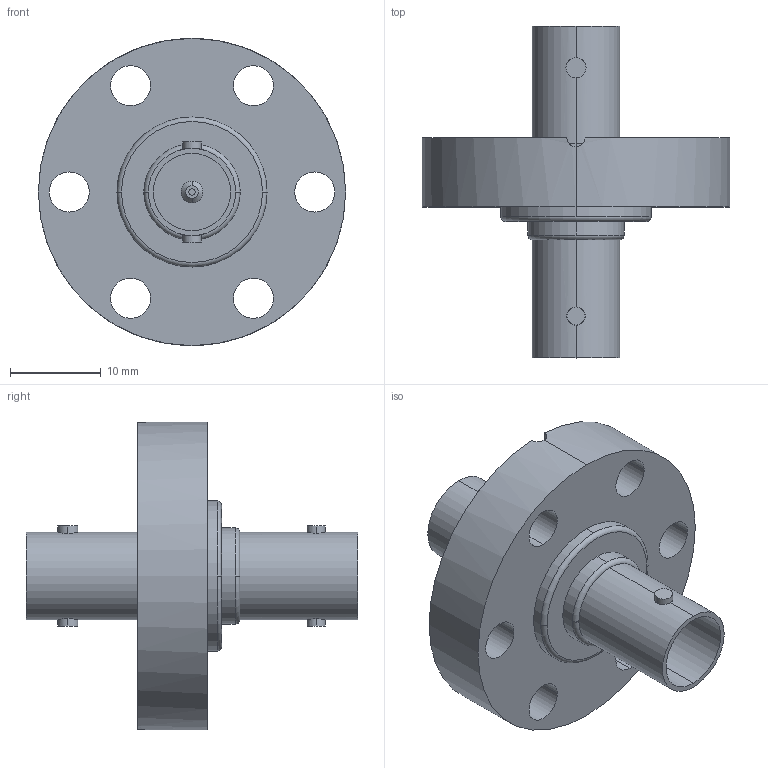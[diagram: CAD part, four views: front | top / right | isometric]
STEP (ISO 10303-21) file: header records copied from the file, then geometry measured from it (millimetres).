
FILE_DESCRIPTION (( 'STEP AP203' ), '1' );
FILE_NAME ('A12380.STEP', '2019-05-22T12:26:22', ( '' ), ( '' ), 'SwSTEP 2.0', 'SolidWorks 2019', '' );
FILE_SCHEMA (( 'CONFIG_CONTROL_DESIGN' ));
Length unit declared in the file: inch
Products named in the file (1): A12380
Bounding box: 33.8 x 36.5 x 33.8 mm (x, y, z)
Volume: 5607.9 mm3; surface area: 5821.1 mm2
Topology: 1 solids, 2 shells, 84 faces, 202 edges, 132 vertices
Faces by surface type: cylinder 52, plane 20, cone 8, torus 4
Entity records: 2751 total; most frequent: CARTESIAN_POINT 619, DIRECTION 460, ORIENTED_EDGE 404, EDGE_CURVE 202, AXIS2_PLACEMENT_3D 197, VERTEX_POINT 132, CIRCLE 112, EDGE_LOOP 108
